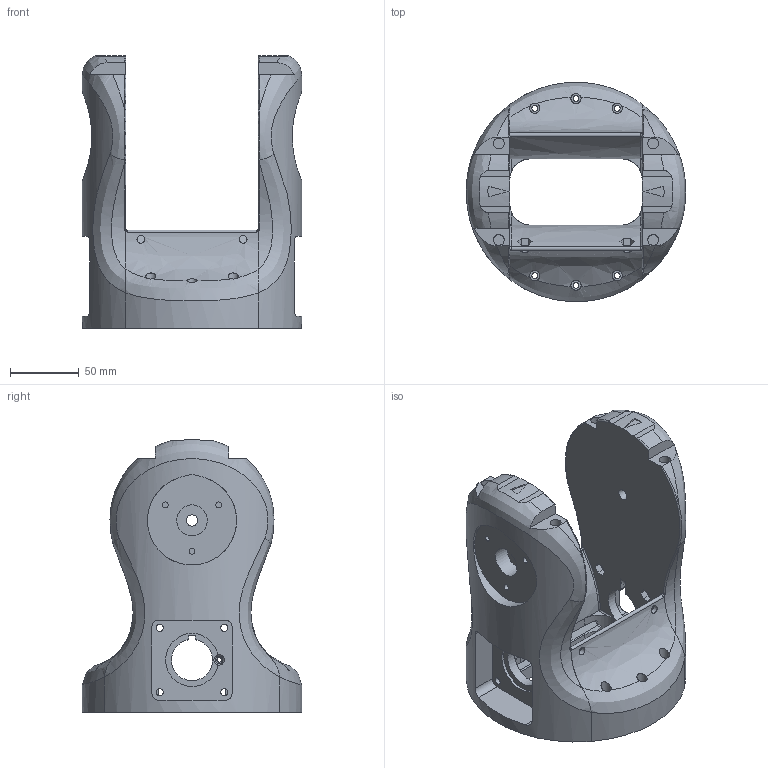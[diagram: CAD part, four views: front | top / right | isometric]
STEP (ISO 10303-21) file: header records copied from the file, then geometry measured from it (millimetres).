
FILE_DESCRIPTION(/* description */ (''),/* implementation_level */ '2;1');
FILE_NAME(/* name */ 'Arm v11.step',/* time_stamp */ '2024-02-15T10:25:48-03:00',/* author */ (''),/* organization */ (''),/* preprocessor_version */ 'ST-DEVELOPER v20',/* originating_system */ 'Autodesk Translation Framework v12.14.0.127',/* authorisation */ '');
FILE_SCHEMA (('AUTOMOTIVE_DESIGN { 1 0 10303 214 3 1 1 }'));
Length unit declared in the file: millimetre
Products named in the file (2): Arm; 2M1D v1
Assembly tree (1 placements, depth 2):
  Arm
    2M1D v1
Bounding box: 160 x 160 x 199 mm (x, y, z)
Volume: 1219175.2 mm3; surface area: 194665.2 mm2
Topology: 4 solids, 4 shells, 431 faces, 1148 edges, 752 vertices
Faces by surface type: plane 262, cylinder 117, bspline 37, torus 11, cone 4
Full cylindrical faces by diameter (mm): 3.3 x1, 4.3 x6, 5.6 x1, 7.4 x6, 8 x4
Entity records: 23762 total; most frequent: CARTESIAN_POINT 13139, ORIENTED_EDGE 2290, DIRECTION 2005, EDGE_CURVE 1145, VERTEX_POINT 752, LINE 697, VECTOR 697, AXIS2_PLACEMENT_3D 654
